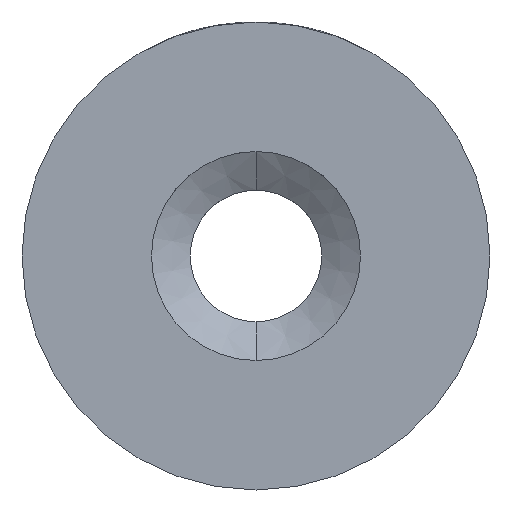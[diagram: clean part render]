
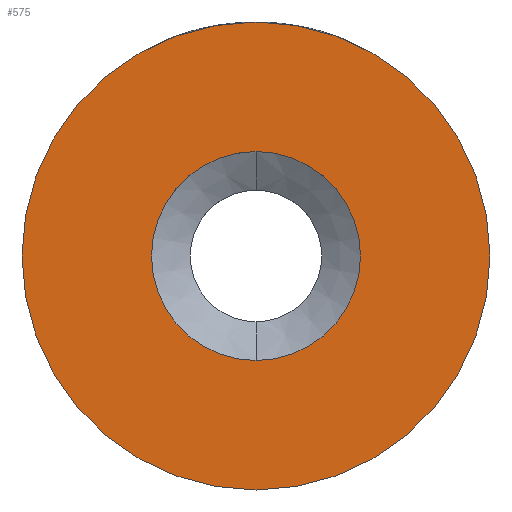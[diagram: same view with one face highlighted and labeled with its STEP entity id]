
A CAD part, front view. The second image highlights one B-rep face of the part: STEP entity #575.
In plain terms, the highlighted planar face has unit normal (0, -1, 0).
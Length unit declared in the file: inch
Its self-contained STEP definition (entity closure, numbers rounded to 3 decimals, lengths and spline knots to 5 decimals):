
#35 = VERTEX_POINT ( 'NONE', #766 ) ;
#78 = CARTESIAN_POINT ( 'NONE',  ( 0., 0., -0.21 ) ) ;
#110 = CIRCLE ( 'NONE', #342, 0.09375 ) ;
#180 = DIRECTION ( 'NONE',  ( 0., 0., 1. ) ) ;
#181 = DIRECTION ( 'NONE',  ( 0., 1., 0. ) ) ;
#183 = CARTESIAN_POINT ( 'NONE',  ( 0., 0., 0. ) ) ;
#223 = CIRCLE ( 'NONE', #289, 0.21 ) ;
#250 = CARTESIAN_POINT ( 'NONE',  ( 0., 0., 0.09375 ) ) ;
#259 = CARTESIAN_POINT ( 'NONE',  ( 0., 0., -0.09375 ) ) ;
#289 = AXIS2_PLACEMENT_3D ( 'NONE', #183, #181, #180 ) ;
#309 = FACE_OUTER_BOUND ( 'NONE', #596, .T. ) ;
#315 = FACE_BOUND ( 'NONE', #658, .T. ) ;
#332 = CIRCLE ( 'NONE', #390, 0.21 ) ;
#342 = AXIS2_PLACEMENT_3D ( 'NONE', #825, #824, #449 ) ;
#350 = AXIS2_PLACEMENT_3D ( 'NONE', #574, #497, #799 ) ;
#361 = CIRCLE ( 'NONE', #489, 0.09375 ) ;
#390 = AXIS2_PLACEMENT_3D ( 'NONE', #794, #792, #787 ) ;
#428 = ORIENTED_EDGE ( 'NONE', *, *, #768, .F. ) ;
#449 = DIRECTION ( 'NONE',  ( 0., 0., -1. ) ) ;
#489 = AXIS2_PLACEMENT_3D ( 'NONE', #558, #526, #641 ) ;
#497 = DIRECTION ( 'NONE',  ( 0., 1., 0. ) ) ;
#526 = DIRECTION ( 'NONE',  ( 0., -1., 0. ) ) ;
#529 = EDGE_CURVE ( 'NONE', #713, #723, #361, .T. ) ;
#543 = EDGE_CURVE ( 'NONE', #845, #35, #332, .T. ) ;
#558 = CARTESIAN_POINT ( 'NONE',  ( 0., 0., 0. ) ) ;
#574 = CARTESIAN_POINT ( 'NONE',  ( 0., 0., 0. ) ) ;
#575 = ADVANCED_FACE ( 'NONE', ( #315, #309 ), #696, .F. ) ;
#596 = EDGE_LOOP ( 'NONE', ( #741, #428 ) ) ;
#631 = EDGE_CURVE ( 'NONE', #723, #713, #110, .T. ) ;
#641 = DIRECTION ( 'NONE',  ( 0., 0., -1. ) ) ;
#658 = EDGE_LOOP ( 'NONE', ( #816, #808 ) ) ;
#696 = PLANE ( 'NONE',  #350 ) ;
#713 = VERTEX_POINT ( 'NONE', #259 ) ;
#723 = VERTEX_POINT ( 'NONE', #250 ) ;
#741 = ORIENTED_EDGE ( 'NONE', *, *, #543, .F. ) ;
#766 = CARTESIAN_POINT ( 'NONE',  ( 0., 0., 0.21 ) ) ;
#768 = EDGE_CURVE ( 'NONE', #35, #845, #223, .T. ) ;
#787 = DIRECTION ( 'NONE',  ( 0., 0., 1. ) ) ;
#792 = DIRECTION ( 'NONE',  ( 0., 1., 0. ) ) ;
#794 = CARTESIAN_POINT ( 'NONE',  ( 0., 0., 0. ) ) ;
#799 = DIRECTION ( 'NONE',  ( 0., 0., 1. ) ) ;
#808 = ORIENTED_EDGE ( 'NONE', *, *, #631, .F. ) ;
#816 = ORIENTED_EDGE ( 'NONE', *, *, #529, .F. ) ;
#824 = DIRECTION ( 'NONE',  ( 0., -1., 0. ) ) ;
#825 = CARTESIAN_POINT ( 'NONE',  ( 0., 0., 0. ) ) ;
#845 = VERTEX_POINT ( 'NONE', #78 ) ;
